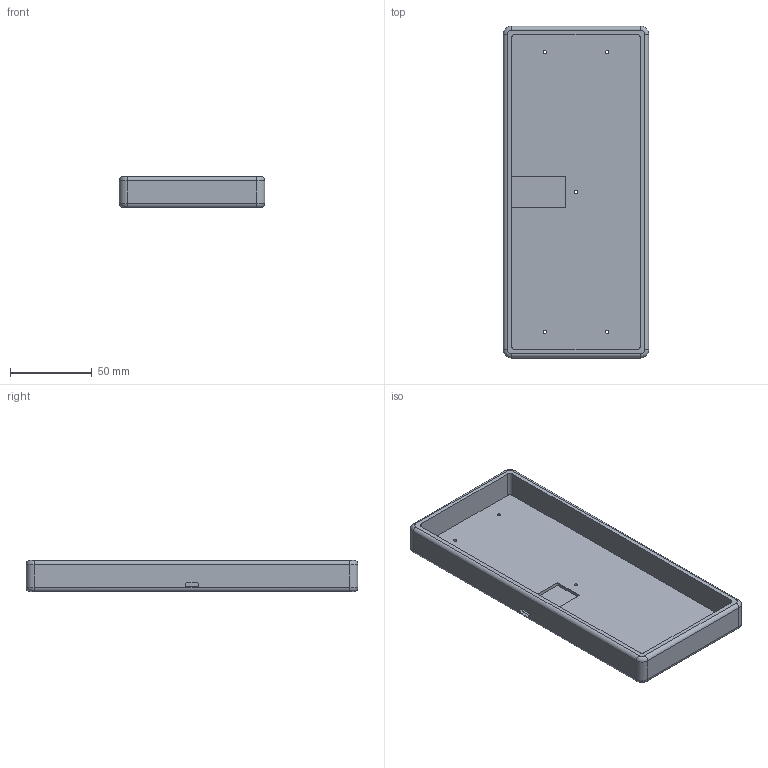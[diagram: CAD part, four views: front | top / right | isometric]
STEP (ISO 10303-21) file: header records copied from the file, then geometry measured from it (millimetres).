
FILE_DESCRIPTION(('HOOPS Exchange Step'),'2;1');
FILE_NAME('temp_export','2022-09-21T15:37:53-04:00',('mobile'),('Shapr3D Limited'),'HOOPS Exchange 2022.1','Shapr3D','Authorized');
FILE_SCHEMA( ('AP203_CONFIGURATION_CONTROLLED_3D_DESIGN_OF_MECHANICAL_PARTS_AND_ASSEMBLIES_MIM_LF') );
Length unit declared in the file: millimetre
Products named in the file (1): Body
Bounding box: 88.85 x 202.85 x 19 mm (x, y, z)
Volume: 95423.1 mm3; surface area: 54769.8 mm2
Topology: 1 solids, 1 shells, 62 faces, 154 edges, 99 vertices
Faces by surface type: cylinder 30, plane 24, torus 8
Full cylindrical faces by diameter (mm): 2 x5, 3.6 x5
Entity records: 1925 total; most frequent: DIRECTION 351, CARTESIAN_POINT 334, ORIENTED_EDGE 308, EDGE_CURVE 154, AXIS2_PLACEMENT_3D 136, VERTEX_POINT 99, VECTOR 79, LINE 79
